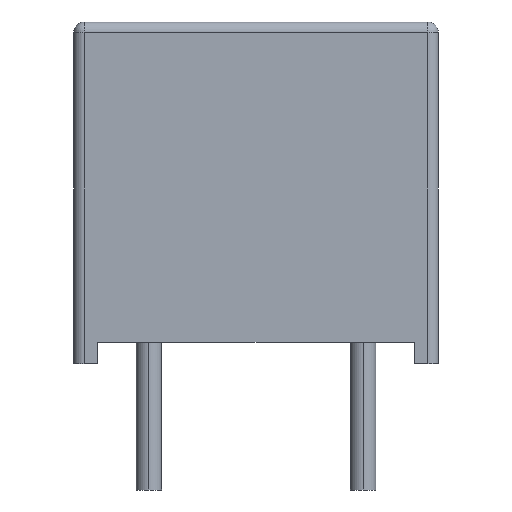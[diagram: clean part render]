
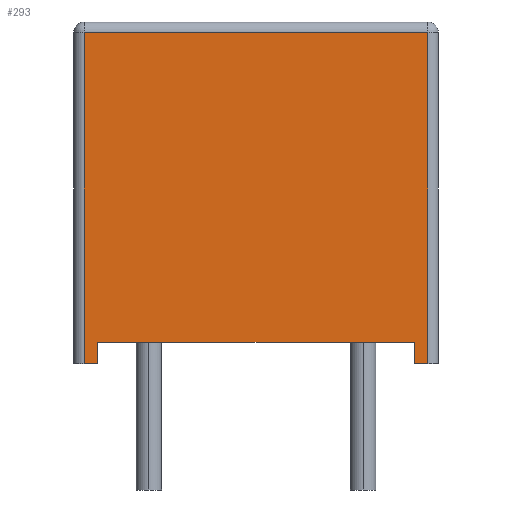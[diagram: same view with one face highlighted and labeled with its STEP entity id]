
A CAD part, front view. The second image highlights one B-rep face of the part: STEP entity #293.
In plain terms, the highlighted planar face has unit normal (0, -1, 0).
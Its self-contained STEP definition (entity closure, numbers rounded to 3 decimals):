
#133 = VERTEX_POINT('',#134);
#134 = CARTESIAN_POINT('',(-3.748,-2.15,0.05));
#140 = EDGE_CURVE('',#141,#133,#143,.T.);
#141 = VERTEX_POINT('',#142);
#142 = CARTESIAN_POINT('',(-4.075,-2.15,0.05));
#143 = LINE('',#144,#145);
#144 = CARTESIAN_POINT('',(-4.325,-2.15,0.05));
#145 = VECTOR('',#146,1.);
#146 = DIRECTION('',(1.,0.,0.));
#293 = ADVANCED_FACE('',(#294),#351,.F.);
#294 = FACE_BOUND('',#295,.T.);
#295 = EDGE_LOOP('',(#296,#306,#314,#322,#328,#329,#337,#345));
#296 = ORIENTED_EDGE('',*,*,#297,.T.);
#297 = EDGE_CURVE('',#298,#300,#302,.T.);
#298 = VERTEX_POINT('',#299);
#299 = CARTESIAN_POINT('',(3.748,-2.15,0.05));
#300 = VERTEX_POINT('',#301);
#301 = CARTESIAN_POINT('',(4.075,-2.15,0.05));
#302 = LINE('',#303,#304);
#303 = CARTESIAN_POINT('',(-4.325,-2.15,0.05));
#304 = VECTOR('',#305,1.);
#305 = DIRECTION('',(1.,0.,0.));
#306 = ORIENTED_EDGE('',*,*,#307,.T.);
#307 = EDGE_CURVE('',#300,#308,#310,.T.);
#308 = VERTEX_POINT('',#309);
#309 = CARTESIAN_POINT('',(4.075,-2.15,7.9));
#310 = LINE('',#311,#312);
#311 = CARTESIAN_POINT('',(4.075,-2.15,8.15));
#312 = VECTOR('',#313,1.);
#313 = DIRECTION('',(0.,0.,1.));
#314 = ORIENTED_EDGE('',*,*,#315,.T.);
#315 = EDGE_CURVE('',#308,#316,#318,.T.);
#316 = VERTEX_POINT('',#317);
#317 = CARTESIAN_POINT('',(-4.075,-2.15,7.9));
#318 = LINE('',#319,#320);
#319 = CARTESIAN_POINT('',(-4.325,-2.15,7.9));
#320 = VECTOR('',#321,1.);
#321 = DIRECTION('',(-1.,0.,0.));
#322 = ORIENTED_EDGE('',*,*,#323,.T.);
#323 = EDGE_CURVE('',#316,#141,#324,.T.);
#324 = LINE('',#325,#326);
#325 = CARTESIAN_POINT('',(-4.075,-2.15,8.15));
#326 = VECTOR('',#327,1.);
#327 = DIRECTION('',(0.,0.,-1.));
#328 = ORIENTED_EDGE('',*,*,#140,.T.);
#329 = ORIENTED_EDGE('',*,*,#330,.F.);
#330 = EDGE_CURVE('',#331,#133,#333,.T.);
#331 = VERTEX_POINT('',#332);
#332 = CARTESIAN_POINT('',(-3.748,-2.15,0.55));
#333 = LINE('',#334,#335);
#334 = CARTESIAN_POINT('',(-3.748,-2.15,0.05));
#335 = VECTOR('',#336,1.);
#336 = DIRECTION('',(0.,0.,-1.));
#337 = ORIENTED_EDGE('',*,*,#338,.F.);
#338 = EDGE_CURVE('',#339,#331,#341,.T.);
#339 = VERTEX_POINT('',#340);
#340 = CARTESIAN_POINT('',(3.748,-2.15,0.55));
#341 = LINE('',#342,#343);
#342 = CARTESIAN_POINT('',(-3.748,-2.15,0.55));
#343 = VECTOR('',#344,1.);
#344 = DIRECTION('',(-1.,0.,0.));
#345 = ORIENTED_EDGE('',*,*,#346,.F.);
#346 = EDGE_CURVE('',#298,#339,#347,.T.);
#347 = LINE('',#348,#349);
#348 = CARTESIAN_POINT('',(3.748,-2.15,0.05));
#349 = VECTOR('',#350,1.);
#350 = DIRECTION('',(0.,0.,1.));
#351 = PLANE('',#352);
#352 = AXIS2_PLACEMENT_3D('',#353,#354,#355);
#353 = CARTESIAN_POINT('',(-4.325,-2.15,8.15));
#354 = DIRECTION('',(0.,1.,0.));
#355 = DIRECTION('',(-1.,0.,0.));
